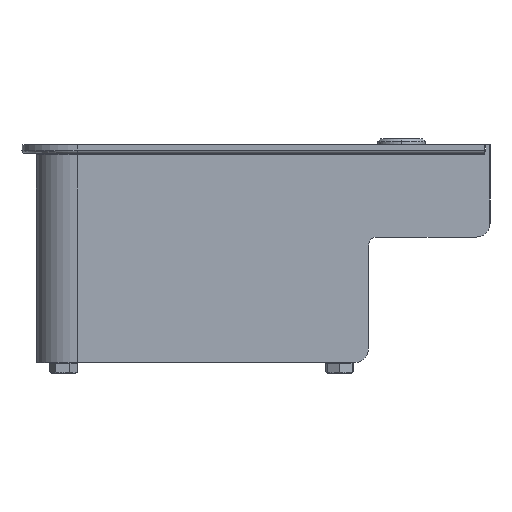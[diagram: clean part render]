
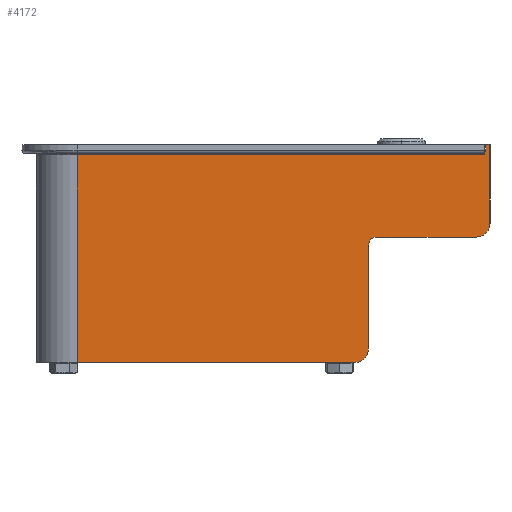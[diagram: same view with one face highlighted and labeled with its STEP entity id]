
A CAD part, left-side view. The second image highlights one B-rep face of the part: STEP entity #4172.
In plain terms, the highlighted planar face has unit normal (-1, 0, 0).
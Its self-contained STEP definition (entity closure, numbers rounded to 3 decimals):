
#35 = DIRECTION ( 'NONE',  ( 0., 1., 0. ) ) ;
#97 = ORIENTED_EDGE ( 'NONE', *, *, #16572, .T. ) ;
#268 = ORIENTED_EDGE ( 'NONE', *, *, #18830, .T. ) ;
#442 = CARTESIAN_POINT ( 'NONE',  ( -278.45, -170.122, 81.15 ) ) ;
#474 = VECTOR ( 'NONE', #12772, 1000. ) ;
#625 = DIRECTION ( 'NONE',  ( 0., -1., 0. ) ) ;
#666 = CARTESIAN_POINT ( 'NONE',  ( -278.45, -167.122, 86.15 ) ) ;
#800 = AXIS2_PLACEMENT_3D ( 'NONE', #11701, #2822, #13209 ) ;
#916 = CARTESIAN_POINT ( 'NONE',  ( -278.45, -166.122, 78.65 ) ) ;
#1121 = VERTEX_POINT ( 'NONE', #3033 ) ;
#1122 = CARTESIAN_POINT ( 'NONE',  ( -278.45, -88.122, 19.15 ) ) ;
#1178 = ORIENTED_EDGE ( 'NONE', *, *, #11040, .T. ) ;
#1746 = EDGE_CURVE ( 'NONE', #12570, #18429, #17818, .T. ) ;
#1818 = LINE ( 'NONE', #2062, #8718 ) ;
#1878 = CARTESIAN_POINT ( 'NONE',  ( -278.45, -82.122, 13.15 ) ) ;
#1984 = VERTEX_POINT ( 'NONE', #9530 ) ;
#2062 = CARTESIAN_POINT ( 'NONE',  ( -278.45, -170.122, 19.15 ) ) ;
#2092 = LINE ( 'NONE', #14770, #5104 ) ;
#2289 = VERTEX_POINT ( 'NONE', #666 ) ;
#2665 = CARTESIAN_POINT ( 'NONE',  ( -278.45, -160.122, 19.15 ) ) ;
#2716 = EDGE_CURVE ( 'NONE', #2289, #13494, #8644, .T. ) ;
#2822 = DIRECTION ( 'NONE',  ( -1., 0., 0. ) ) ;
#2891 = ORIENTED_EDGE ( 'NONE', *, *, #12820, .T. ) ;
#2950 = CARTESIAN_POINT ( 'NONE',  ( -278.45, -82.122, -61.85 ) ) ;
#3033 = CARTESIAN_POINT ( 'NONE',  ( -278.45, 128.878, -71.85 ) ) ;
#3946 = CARTESIAN_POINT ( 'NONE',  ( -278.45, -88.122, 13.15 ) ) ;
#4027 = LINE ( 'NONE', #4576, #7033 ) ;
#4172 = ADVANCED_FACE ( 'NONE', ( #13550 ), #13664, .T. ) ;
#4291 = DIRECTION ( 'NONE',  ( 0., -1., 0. ) ) ;
#4568 = AXIS2_PLACEMENT_3D ( 'NONE', #3946, #14368, #5438 ) ;
#4576 = CARTESIAN_POINT ( 'NONE',  ( -278.45, -167.122, 81.15 ) ) ;
#4750 = VECTOR ( 'NONE', #5939, 1000. ) ;
#5104 = VECTOR ( 'NONE', #35, 1000. ) ;
#5438 = DIRECTION ( 'NONE',  ( 0., 0., -1. ) ) ;
#5939 = DIRECTION ( 'NONE',  ( 0., -1., 0. ) ) ;
#6084 = CARTESIAN_POINT ( 'NONE',  ( -278.45, -167.122, 81.15 ) ) ;
#6494 = EDGE_CURVE ( 'NONE', #1121, #12570, #10752, .T. ) ;
#7033 = VECTOR ( 'NONE', #15005, 1000. ) ;
#7067 = ORIENTED_EDGE ( 'NONE', *, *, #11357, .T. ) ;
#7305 = VERTEX_POINT ( 'NONE', #16172 ) ;
#7399 = VECTOR ( 'NONE', #10735, 1000. ) ;
#7452 = ORIENTED_EDGE ( 'NONE', *, *, #9400, .T. ) ;
#7813 = CARTESIAN_POINT ( 'NONE',  ( -278.45, -82.122, -71.85 ) ) ;
#7964 = ORIENTED_EDGE ( 'NONE', *, *, #15381, .T. ) ;
#7983 = CIRCLE ( 'NONE', #800, 10. ) ;
#8266 = ORIENTED_EDGE ( 'NONE', *, *, #2716, .F. ) ;
#8383 = DIRECTION ( 'NONE',  ( 0., 0., -1. ) ) ;
#8466 = AXIS2_PLACEMENT_3D ( 'NONE', #14872, #14806, #14676 ) ;
#8485 = ORIENTED_EDGE ( 'NONE', *, *, #1746, .T. ) ;
#8536 = CARTESIAN_POINT ( 'NONE',  ( -278.45, -170.122, 86.15 ) ) ;
#8591 = VECTOR ( 'NONE', #18250, 1000. ) ;
#8644 = LINE ( 'NONE', #14885, #4750 ) ;
#8718 = VECTOR ( 'NONE', #625, 1000. ) ;
#8836 = CARTESIAN_POINT ( 'NONE',  ( -278.45, -72.122, -71.85 ) ) ;
#9400 = EDGE_CURVE ( 'NONE', #18429, #9413, #12590, .T. ) ;
#9413 = VERTEX_POINT ( 'NONE', #1878 ) ;
#9419 = LINE ( 'NONE', #9462, #16470 ) ;
#9462 = CARTESIAN_POINT ( 'NONE',  ( -278.45, -170.122, -71.85 ) ) ;
#9530 = CARTESIAN_POINT ( 'NONE',  ( -278.45, 128.878, 78.65 ) ) ;
#10168 = VECTOR ( 'NONE', #8383, 1000. ) ;
#10735 = DIRECTION ( 'NONE',  ( 0., 1., 0. ) ) ;
#10740 = EDGE_CURVE ( 'NONE', #9413, #10796, #16540, .T. ) ;
#10752 = LINE ( 'NONE', #14709, #14755 ) ;
#10796 = VERTEX_POINT ( 'NONE', #1122 ) ;
#11040 = EDGE_CURVE ( 'NONE', #13704, #11993, #14887, .T. ) ;
#11357 = EDGE_CURVE ( 'NONE', #1984, #1121, #19033, .T. ) ;
#11701 = CARTESIAN_POINT ( 'NONE',  ( -278.45, -160.122, 29.15 ) ) ;
#11839 = ORIENTED_EDGE ( 'NONE', *, *, #13211, .T. ) ;
#11993 = VERTEX_POINT ( 'NONE', #17403 ) ;
#12137 = ORIENTED_EDGE ( 'NONE', *, *, #6494, .T. ) ;
#12436 = VERTEX_POINT ( 'NONE', #2665 ) ;
#12570 = VERTEX_POINT ( 'NONE', #8836 ) ;
#12590 = LINE ( 'NONE', #7813, #8591 ) ;
#12772 = DIRECTION ( 'NONE',  ( 0., 0., -1. ) ) ;
#12820 = EDGE_CURVE ( 'NONE', #10796, #12436, #1818, .T. ) ;
#12949 = AXIS2_PLACEMENT_3D ( 'NONE', #14623, #13592, #13560 ) ;
#12951 = EDGE_CURVE ( 'NONE', #11993, #15673, #15320, .T. ) ;
#13209 = DIRECTION ( 'NONE',  ( 0., 0., -1. ) ) ;
#13211 = EDGE_CURVE ( 'NONE', #7305, #13494, #9419, .T. ) ;
#13494 = VERTEX_POINT ( 'NONE', #8536 ) ;
#13550 = FACE_OUTER_BOUND ( 'NONE', #15931, .T. ) ;
#13560 = DIRECTION ( 'NONE',  ( 0., 0., 1. ) ) ;
#13592 = DIRECTION ( 'NONE',  ( -1., 0., 0. ) ) ;
#13664 = PLANE ( 'NONE',  #12949 ) ;
#13704 = VERTEX_POINT ( 'NONE', #6084 ) ;
#14368 = DIRECTION ( 'NONE',  ( 1., 0., 0. ) ) ;
#14623 = CARTESIAN_POINT ( 'NONE',  ( -278.45, -170.122, -71.85 ) ) ;
#14676 = DIRECTION ( 'NONE',  ( 0., 0., -1. ) ) ;
#14709 = CARTESIAN_POINT ( 'NONE',  ( -278.45, -170.122, -71.85 ) ) ;
#14755 = VECTOR ( 'NONE', #4291, 1000. ) ;
#14770 = CARTESIAN_POINT ( 'NONE',  ( -278.45, -170.122, 78.65 ) ) ;
#14806 = DIRECTION ( 'NONE',  ( -1., 0., 0. ) ) ;
#14872 = CARTESIAN_POINT ( 'NONE',  ( -278.45, -72.122, -61.85 ) ) ;
#14885 = CARTESIAN_POINT ( 'NONE',  ( -278.45, -170.122, 86.15 ) ) ;
#14887 = LINE ( 'NONE', #442, #7399 ) ;
#15005 = DIRECTION ( 'NONE',  ( 0., 0., -1. ) ) ;
#15320 = LINE ( 'NONE', #916, #474 ) ;
#15381 = EDGE_CURVE ( 'NONE', #12436, #7305, #7983, .T. ) ;
#15456 = DIRECTION ( 'NONE',  ( 0., 0., 1. ) ) ;
#15673 = VERTEX_POINT ( 'NONE', #18410 ) ;
#15931 = EDGE_LOOP ( 'NONE', ( #2891, #7964, #11839, #8266, #97, #1178, #18782, #268, #7067, #12137, #8485, #7452, #16486 ) ) ;
#16172 = CARTESIAN_POINT ( 'NONE',  ( -278.45, -170.122, 29.15 ) ) ;
#16470 = VECTOR ( 'NONE', #15456, 1000. ) ;
#16486 = ORIENTED_EDGE ( 'NONE', *, *, #10740, .T. ) ;
#16540 = CIRCLE ( 'NONE', #4568, 6. ) ;
#16572 = EDGE_CURVE ( 'NONE', #2289, #13704, #4027, .T. ) ;
#17403 = CARTESIAN_POINT ( 'NONE',  ( -278.45, -166.122, 81.15 ) ) ;
#17818 = CIRCLE ( 'NONE', #8466, 10. ) ;
#18250 = DIRECTION ( 'NONE',  ( 0., 0., 1. ) ) ;
#18410 = CARTESIAN_POINT ( 'NONE',  ( -278.45, -166.122, 78.65 ) ) ;
#18429 = VERTEX_POINT ( 'NONE', #2950 ) ;
#18782 = ORIENTED_EDGE ( 'NONE', *, *, #12951, .T. ) ;
#18816 = CARTESIAN_POINT ( 'NONE',  ( -278.45, 128.878, -71.85 ) ) ;
#18830 = EDGE_CURVE ( 'NONE', #15673, #1984, #2092, .T. ) ;
#19033 = LINE ( 'NONE', #18816, #10168 ) ;
